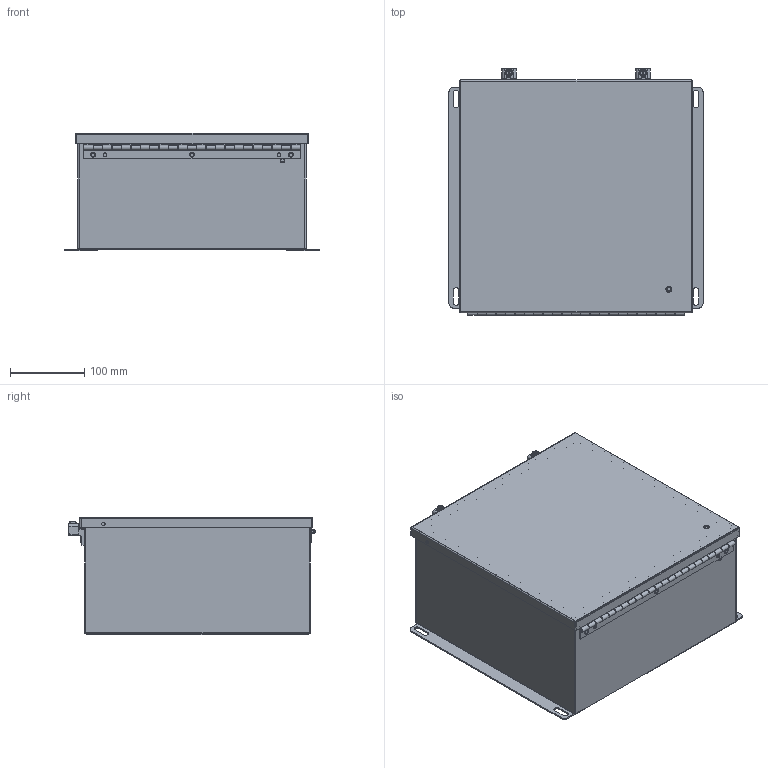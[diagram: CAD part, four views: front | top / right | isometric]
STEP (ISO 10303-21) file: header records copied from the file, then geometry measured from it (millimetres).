
FILE_DESCRIPTION (( 'STEP AP214' ), '1' );
FILE_NAME ('SCE-1212CHNF.STEP', '2021-01-15T14:23:33', ( '' ), ( '' ), 'SwSTEP 2.0', 'SolidWorks 2019', '' );
FILE_SCHEMA (( 'AUTOMOTIVE_DESIGN' ));
Length unit declared in the file: inch
Products named in the file (1): SCE-1212CHNF
Bounding box: 342.9 x 332.85 x 159.13 mm (x, y, z)
Volume: 888986.6 mm3; surface area: 1092185.9 mm2
Topology: 37 solids, 37 shells, 1255 faces, 3190 edges, 1921 vertices
Faces by surface type: plane 559, cylinder 349, bspline 291, cone 35, sphere 20, torus 1
Full cylindrical faces by diameter (mm): 3.124 x1, 4.763 x2, 4.775 x11, 4.78 x2, 4.826 x9, 4.902 x7, 5.537 x2, 6.35 x4, 6.502 x7, 7.112 x4, 7.14 x4, 9.474 x4, 10.058 x2
Entity records: 67279 total; most frequent: CARTESIAN_POINT 23648, ORIENTED_EDGE 5844, DIRECTION 4825, EDGE_CURVE 2922, VERTEX_POINT 1886, AXIS2_PLACEMENT_3D 1693, EDGE_LOOP 1468, LINE 1439
